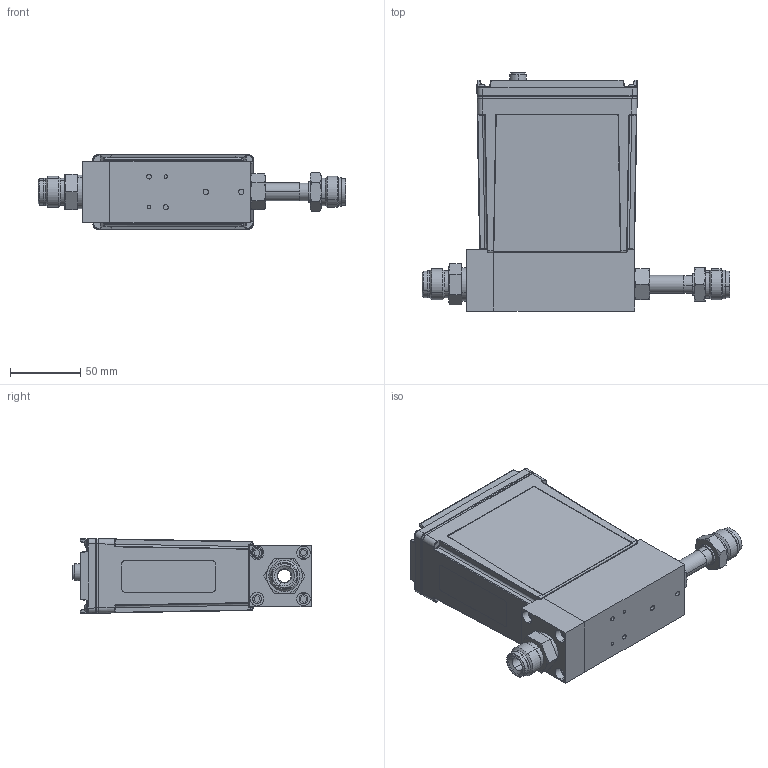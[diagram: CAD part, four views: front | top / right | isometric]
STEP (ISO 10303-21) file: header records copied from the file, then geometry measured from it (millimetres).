
FILE_DESCRIPTION (( 'STEP AP214' ), '1' );
FILE_NAME ('GE250-8VCR-LONG-DEVICENET.STEP', '2018-04-26T18:53:10', ( '' ), ( '' ), 'SwSTEP 2.0', 'SolidWorks 2015', '' );
FILE_SCHEMA (( 'AUTOMOTIVE_DESIGN' ));
Length unit declared in the file: inch
Products named in the file (1): GE250-8VCR-LONG-DEVICENET
Bounding box: 219.23 x 169.85 x 53.49 mm (x, y, z)
Surface area: 111030.7 mm2 (no closed solid volume)
Topology: 0 solids, 102 shells, 766 faces, 3702 edges, 2948 vertices
Faces by surface type: plane 352, cylinder 260, bspline 62, cone 56, torus 18, sphere 18
Entity records: 57359 total; most frequent: CARTESIAN_POINT 20327, DIRECTION 4995, ORIENTED_EDGE 4951, EDGE_CURVE 3684, VERTEX_POINT 2948, LINE 1991, VECTOR 1991, AXIS2_PLACEMENT_3D 1502
